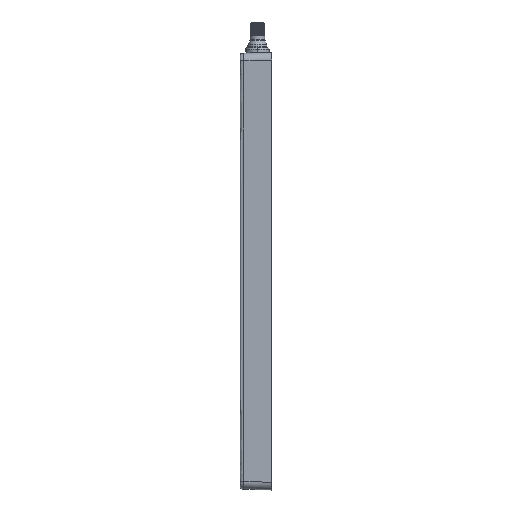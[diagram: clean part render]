
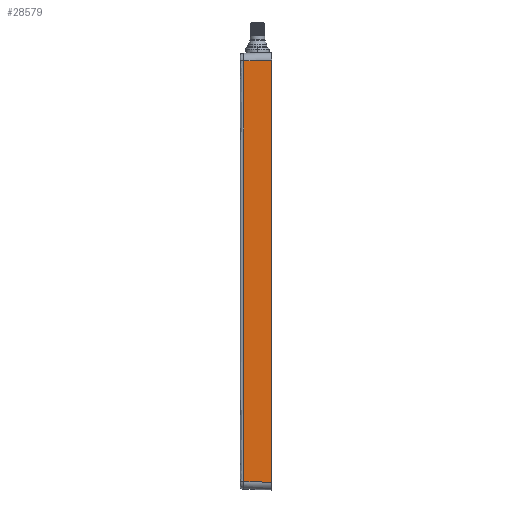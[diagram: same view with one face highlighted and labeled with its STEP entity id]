
A CAD part, left-side view. The second image highlights one B-rep face of the part: STEP entity #28579.
In plain terms, the highlighted planar face has unit normal (-1, 0.026, 0).
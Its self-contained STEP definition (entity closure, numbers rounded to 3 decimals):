
#127=CARTESIAN_POINT('',(-3.545,0.,-6.771));
#135=DIRECTION('',(0.,0.,-1.));
#136=VECTOR('',#135,13.542);
#137=CARTESIAN_POINT('',(-3.545,0.,6.771));
#138=LINE('',#137,#136);
#145=CARTESIAN_POINT('',(-3.545,0.,6.771));
#967=CARTESIAN_POINT('',(-3.522,0.898,6.747));
#1400=DIRECTION('',(0.,0.,1.));
#1401=VECTOR('',#1400,13.494);
#1402=CARTESIAN_POINT('',(-3.522,0.898,
-6.747));
#1403=LINE('',#1402,#1401);
#1404=DIRECTION('',(-0.026,-0.999,0.026));
#1405=VECTOR('',#1404,0.898);
#1406=CARTESIAN_POINT('',(-3.522,0.898,
6.747));
#1407=LINE('',#1406,#1405);
#1408=DIRECTION('',(-0.026,-0.999,-0.026));
#1409=VECTOR('',#1408,0.898);
#1410=CARTESIAN_POINT('',(-3.522,0.898,
-6.747));
#1411=LINE('',#1410,#1409);
#25436=VERTEX_POINT('',#145);
#25437=VERTEX_POINT('',#127);
#25460=VERTEX_POINT('',#967);
#25463=CARTESIAN_POINT('',(-3.522,0.898,
-6.747));
#25464=VERTEX_POINT('',#25463);
#28567=CARTESIAN_POINT('',(-3.545,0.,-7.266));
#28568=DIRECTION('',(-1.,0.026,0.));
#28569=DIRECTION('',(0.,0.,-1.));
#28570=AXIS2_PLACEMENT_3D('',#28567,#28568,#28569);
#28571=PLANE('',#28570);
#28572=ORIENTED_EDGE('',*,*,#28561,.T.);
#28573=ORIENTED_EDGE('',*,*,#28270,.T.);
#28574=ORIENTED_EDGE('',*,*,#27756,.T.);
#28576=ORIENTED_EDGE('',*,*,#28575,.F.);
#28577=EDGE_LOOP('',(#28572,#28573,#28574,#28576));
#28578=FACE_OUTER_BOUND('',#28577,.F.);
#28579=ADVANCED_FACE('',(#28578),#28571,.T.);
#27756=EDGE_CURVE('',#25436,#25437,#138,.T.);
#28270=EDGE_CURVE('',#25460,#25436,#1407,.T.);
#28561=EDGE_CURVE('',#25464,#25460,#1403,.T.);
#28575=EDGE_CURVE('',#25464,#25437,#1411,.T.);
